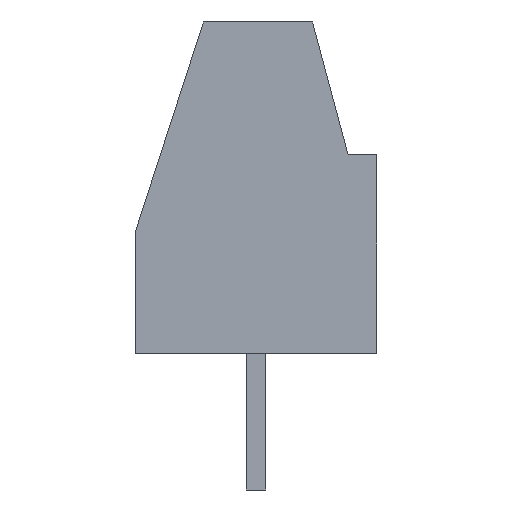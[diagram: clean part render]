
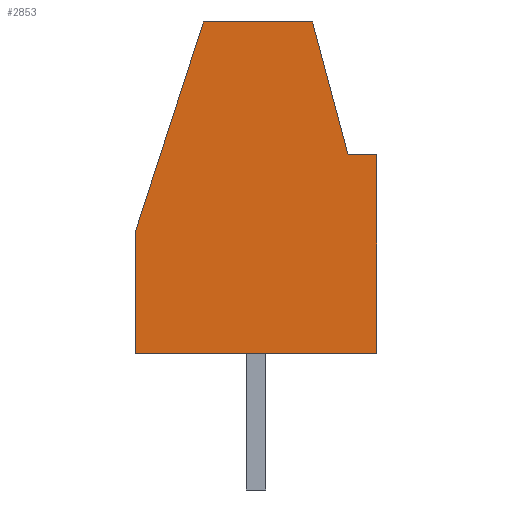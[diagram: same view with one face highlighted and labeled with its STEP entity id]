
A CAD part, left-side view. The second image highlights one B-rep face of the part: STEP entity #2853.
In plain terms, the highlighted planar face has unit normal (-1, 0, 0).
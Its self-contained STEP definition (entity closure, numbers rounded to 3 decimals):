
#22 = VERTEX_POINT('',#23);
#23 = CARTESIAN_POINT('',(-1.5,-3.1,0.));
#32 = PLANE('',#33);
#33 = AXIS2_PLACEMENT_3D('',#34,#35,#36);
#34 = CARTESIAN_POINT('',(-1.5,-3.1,0.));
#35 = DIRECTION('',(0.,0.,1.));
#36 = DIRECTION('',(0.,1.,0.));
#44 = PLANE('',#45);
#45 = AXIS2_PLACEMENT_3D('',#46,#47,#48);
#46 = CARTESIAN_POINT('',(-1.5,-3.1,8.5));
#47 = DIRECTION('',(0.,1.,0.));
#48 = DIRECTION('',(0.,0.,-1.));
#85 = VERTEX_POINT('',#86);
#86 = CARTESIAN_POINT('',(-1.5,3.1,0.));
#100 = PLANE('',#101);
#101 = AXIS2_PLACEMENT_3D('',#102,#103,#104);
#102 = CARTESIAN_POINT('',(-1.5,3.1,0.));
#103 = DIRECTION('',(0.,-1.,0.));
#104 = DIRECTION('',(0.,0.,1.));
#112 = EDGE_CURVE('',#22,#85,#113,.T.);
#113 = SURFACE_CURVE('',#114,(#118,#125),.PCURVE_S1.);
#114 = LINE('',#115,#116);
#115 = CARTESIAN_POINT('',(-1.5,-3.1,0.));
#116 = VECTOR('',#117,1.);
#117 = DIRECTION('',(0.,1.,0.));
#118 = PCURVE('',#32,#119);
#119 = DEFINITIONAL_REPRESENTATION('',(#120),#124);
#120 = LINE('',#121,#122);
#121 = CARTESIAN_POINT('',(0.,0.));
#122 = VECTOR('',#123,1.);
#123 = DIRECTION('',(1.,0.));
#124 = ( GEOMETRIC_REPRESENTATION_CONTEXT(2)
PARAMETRIC_REPRESENTATION_CONTEXT() REPRESENTATION_CONTEXT('2D SPACE',''
) );
#125 = PCURVE('',#126,#131);
#126 = PLANE('',#127);
#127 = AXIS2_PLACEMENT_3D('',#128,#129,#130);
#128 = CARTESIAN_POINT('',(-1.5,0.,4.25));
#129 = DIRECTION('',(1.,0.,0.));
#130 = DIRECTION('',(0.,0.,1.));
#131 = DEFINITIONAL_REPRESENTATION('',(#132),#136);
#132 = LINE('',#133,#134);
#133 = CARTESIAN_POINT('',(-4.25,3.1));
#134 = VECTOR('',#135,1.);
#135 = DIRECTION('',(0.,-1.));
#136 = ( GEOMETRIC_REPRESENTATION_CONTEXT(2)
PARAMETRIC_REPRESENTATION_CONTEXT() REPRESENTATION_CONTEXT('2D SPACE',''
) );
#1413 = EDGE_CURVE('',#1414,#22,#1416,.T.);
#1414 = VERTEX_POINT('',#1415);
#1415 = CARTESIAN_POINT('',(-1.5,-3.1,5.1));
#1416 = SURFACE_CURVE('',#1417,(#1421,#1428),.PCURVE_S1.);
#1417 = LINE('',#1418,#1419);
#1418 = CARTESIAN_POINT('',(-1.5,-3.1,8.5));
#1419 = VECTOR('',#1420,1.);
#1420 = DIRECTION('',(0.,0.,-1.));
#1421 = PCURVE('',#44,#1422);
#1422 = DEFINITIONAL_REPRESENTATION('',(#1423),#1427);
#1423 = LINE('',#1424,#1425);
#1424 = CARTESIAN_POINT('',(0.,0.));
#1425 = VECTOR('',#1426,1.);
#1426 = DIRECTION('',(1.,0.));
#1427 = ( GEOMETRIC_REPRESENTATION_CONTEXT(2)
PARAMETRIC_REPRESENTATION_CONTEXT() REPRESENTATION_CONTEXT('2D SPACE',''
) );
#1428 = PCURVE('',#126,#1429);
#1429 = DEFINITIONAL_REPRESENTATION('',(#1430),#1434);
#1430 = LINE('',#1431,#1432);
#1431 = CARTESIAN_POINT('',(4.25,3.1));
#1432 = VECTOR('',#1433,1.);
#1433 = DIRECTION('',(-1.,0.));
#1434 = ( GEOMETRIC_REPRESENTATION_CONTEXT(2)
PARAMETRIC_REPRESENTATION_CONTEXT() REPRESENTATION_CONTEXT('2D SPACE',''
) );
#1452 = PLANE('',#1453);
#1453 = AXIS2_PLACEMENT_3D('',#1454,#1455,#1456);
#1454 = CARTESIAN_POINT('',(-1.5,-2.36,5.1));
#1455 = DIRECTION('',(0.,0.,-1.));
#1456 = DIRECTION('',(0.,-1.,0.));
#2853 = ADVANCED_FACE('',(#2854),#126,.F.);
#2854 = FACE_BOUND('',#2855,.F.);
#2855 = EDGE_LOOP('',(#2856,#2879,#2880,#2881,#2904,#2932,#2960));
#2856 = ORIENTED_EDGE('',*,*,#2857,.T.);
#2857 = EDGE_CURVE('',#2858,#1414,#2860,.T.);
#2858 = VERTEX_POINT('',#2859);
#2859 = CARTESIAN_POINT('',(-1.5,-2.36,5.1));
#2860 = SURFACE_CURVE('',#2861,(#2865,#2872),.PCURVE_S1.);
#2861 = LINE('',#2862,#2863);
#2862 = CARTESIAN_POINT('',(-1.5,-2.36,5.1));
#2863 = VECTOR('',#2864,1.);
#2864 = DIRECTION('',(0.,-1.,0.));
#2865 = PCURVE('',#126,#2866);
#2866 = DEFINITIONAL_REPRESENTATION('',(#2867),#2871);
#2867 = LINE('',#2868,#2869);
#2868 = CARTESIAN_POINT('',(0.85,2.36));
#2869 = VECTOR('',#2870,1.);
#2870 = DIRECTION('',(0.,1.));
#2871 = ( GEOMETRIC_REPRESENTATION_CONTEXT(2)
PARAMETRIC_REPRESENTATION_CONTEXT() REPRESENTATION_CONTEXT('2D SPACE',''
) );
#2872 = PCURVE('',#1452,#2873);
#2873 = DEFINITIONAL_REPRESENTATION('',(#2874),#2878);
#2874 = LINE('',#2875,#2876);
#2875 = CARTESIAN_POINT('',(0.,-0.));
#2876 = VECTOR('',#2877,1.);
#2877 = DIRECTION('',(1.,0.));
#2878 = ( GEOMETRIC_REPRESENTATION_CONTEXT(2)
PARAMETRIC_REPRESENTATION_CONTEXT() REPRESENTATION_CONTEXT('2D SPACE',''
) );
#2879 = ORIENTED_EDGE('',*,*,#1413,.T.);
#2880 = ORIENTED_EDGE('',*,*,#112,.T.);
#2881 = ORIENTED_EDGE('',*,*,#2882,.T.);
#2882 = EDGE_CURVE('',#85,#2883,#2885,.T.);
#2883 = VERTEX_POINT('',#2884);
#2884 = CARTESIAN_POINT('',(-1.5,3.1,3.114));
#2885 = SURFACE_CURVE('',#2886,(#2890,#2897),.PCURVE_S1.);
#2886 = LINE('',#2887,#2888);
#2887 = CARTESIAN_POINT('',(-1.5,3.1,0.));
#2888 = VECTOR('',#2889,1.);
#2889 = DIRECTION('',(0.,0.,1.));
#2890 = PCURVE('',#126,#2891);
#2891 = DEFINITIONAL_REPRESENTATION('',(#2892),#2896);
#2892 = LINE('',#2893,#2894);
#2893 = CARTESIAN_POINT('',(-4.25,-3.1));
#2894 = VECTOR('',#2895,1.);
#2895 = DIRECTION('',(1.,0.));
#2896 = ( GEOMETRIC_REPRESENTATION_CONTEXT(2)
PARAMETRIC_REPRESENTATION_CONTEXT() REPRESENTATION_CONTEXT('2D SPACE',''
) );
#2897 = PCURVE('',#100,#2898);
#2898 = DEFINITIONAL_REPRESENTATION('',(#2899),#2903);
#2899 = LINE('',#2900,#2901);
#2900 = CARTESIAN_POINT('',(0.,0.));
#2901 = VECTOR('',#2902,1.);
#2902 = DIRECTION('',(1.,0.));
#2903 = ( GEOMETRIC_REPRESENTATION_CONTEXT(2)
PARAMETRIC_REPRESENTATION_CONTEXT() REPRESENTATION_CONTEXT('2D SPACE',''
) );
#2904 = ORIENTED_EDGE('',*,*,#2905,.F.);
#2905 = EDGE_CURVE('',#2906,#2883,#2908,.T.);
#2906 = VERTEX_POINT('',#2907);
#2907 = CARTESIAN_POINT('',(-1.5,1.35,8.5));
#2908 = SURFACE_CURVE('',#2909,(#2913,#2920),.PCURVE_S1.);
#2909 = LINE('',#2910,#2911);
#2910 = CARTESIAN_POINT('',(-1.5,1.35,8.5));
#2911 = VECTOR('',#2912,1.);
#2912 = DIRECTION('',(0.,0.309,-0.951));
#2913 = PCURVE('',#126,#2914);
#2914 = DEFINITIONAL_REPRESENTATION('',(#2915),#2919);
#2915 = LINE('',#2916,#2917);
#2916 = CARTESIAN_POINT('',(4.25,-1.35));
#2917 = VECTOR('',#2918,1.);
#2918 = DIRECTION('',(-0.951,-0.309));
#2919 = ( GEOMETRIC_REPRESENTATION_CONTEXT(2)
PARAMETRIC_REPRESENTATION_CONTEXT() REPRESENTATION_CONTEXT('2D SPACE',''
) );
#2920 = PCURVE('',#2921,#2926);
#2921 = PLANE('',#2922);
#2922 = AXIS2_PLACEMENT_3D('',#2923,#2924,#2925);
#2923 = CARTESIAN_POINT('',(-1.5,1.35,8.5));
#2924 = DIRECTION('',(0.,0.951,0.309));
#2925 = DIRECTION('',(0.,0.309,-0.951));
#2926 = DEFINITIONAL_REPRESENTATION('',(#2927),#2931);
#2927 = LINE('',#2928,#2929);
#2928 = CARTESIAN_POINT('',(0.,0.));
#2929 = VECTOR('',#2930,1.);
#2930 = DIRECTION('',(1.,0.));
#2931 = ( GEOMETRIC_REPRESENTATION_CONTEXT(2)
PARAMETRIC_REPRESENTATION_CONTEXT() REPRESENTATION_CONTEXT('2D SPACE',''
) );
#2932 = ORIENTED_EDGE('',*,*,#2933,.T.);
#2933 = EDGE_CURVE('',#2906,#2934,#2936,.T.);
#2934 = VERTEX_POINT('',#2935);
#2935 = CARTESIAN_POINT('',(-1.5,-1.45,8.5));
#2936 = SURFACE_CURVE('',#2937,(#2941,#2948),.PCURVE_S1.);
#2937 = LINE('',#2938,#2939);
#2938 = CARTESIAN_POINT('',(-1.5,3.1,8.5));
#2939 = VECTOR('',#2940,1.);
#2940 = DIRECTION('',(0.,-1.,0.));
#2941 = PCURVE('',#126,#2942);
#2942 = DEFINITIONAL_REPRESENTATION('',(#2943),#2947);
#2943 = LINE('',#2944,#2945);
#2944 = CARTESIAN_POINT('',(4.25,-3.1));
#2945 = VECTOR('',#2946,1.);
#2946 = DIRECTION('',(0.,1.));
#2947 = ( GEOMETRIC_REPRESENTATION_CONTEXT(2)
PARAMETRIC_REPRESENTATION_CONTEXT() REPRESENTATION_CONTEXT('2D SPACE',''
) );
#2948 = PCURVE('',#2949,#2954);
#2949 = PLANE('',#2950);
#2950 = AXIS2_PLACEMENT_3D('',#2951,#2952,#2953);
#2951 = CARTESIAN_POINT('',(-1.5,3.1,8.5));
#2952 = DIRECTION('',(0.,0.,-1.));
#2953 = DIRECTION('',(0.,-1.,0.));
#2954 = DEFINITIONAL_REPRESENTATION('',(#2955),#2959);
#2955 = LINE('',#2956,#2957);
#2956 = CARTESIAN_POINT('',(0.,-0.));
#2957 = VECTOR('',#2958,1.);
#2958 = DIRECTION('',(1.,0.));
#2959 = ( GEOMETRIC_REPRESENTATION_CONTEXT(2)
PARAMETRIC_REPRESENTATION_CONTEXT() REPRESENTATION_CONTEXT('2D SPACE',''
) );
#2960 = ORIENTED_EDGE('',*,*,#2961,.T.);
#2961 = EDGE_CURVE('',#2934,#2858,#2962,.T.);
#2962 = SURFACE_CURVE('',#2963,(#2967,#2974),.PCURVE_S1.);
#2963 = LINE('',#2964,#2965);
#2964 = CARTESIAN_POINT('',(-1.5,-1.45,8.5));
#2965 = VECTOR('',#2966,1.);
#2966 = DIRECTION('',(0.,-0.259,-0.966));
#2967 = PCURVE('',#126,#2968);
#2968 = DEFINITIONAL_REPRESENTATION('',(#2969),#2973);
#2969 = LINE('',#2970,#2971);
#2970 = CARTESIAN_POINT('',(4.25,1.45));
#2971 = VECTOR('',#2972,1.);
#2972 = DIRECTION('',(-0.966,0.259));
#2973 = ( GEOMETRIC_REPRESENTATION_CONTEXT(2)
PARAMETRIC_REPRESENTATION_CONTEXT() REPRESENTATION_CONTEXT('2D SPACE',''
) );
#2974 = PCURVE('',#2975,#2980);
#2975 = PLANE('',#2976);
#2976 = AXIS2_PLACEMENT_3D('',#2977,#2978,#2979);
#2977 = CARTESIAN_POINT('',(-1.5,-1.45,8.5));
#2978 = DIRECTION('',(0.,0.966,-0.259));
#2979 = DIRECTION('',(0.,-0.259,-0.966));
#2980 = DEFINITIONAL_REPRESENTATION('',(#2981),#2985);
#2981 = LINE('',#2982,#2983);
#2982 = CARTESIAN_POINT('',(0.,0.));
#2983 = VECTOR('',#2984,1.);
#2984 = DIRECTION('',(1.,0.));
#2985 = ( GEOMETRIC_REPRESENTATION_CONTEXT(2)
PARAMETRIC_REPRESENTATION_CONTEXT() REPRESENTATION_CONTEXT('2D SPACE',''
) );
